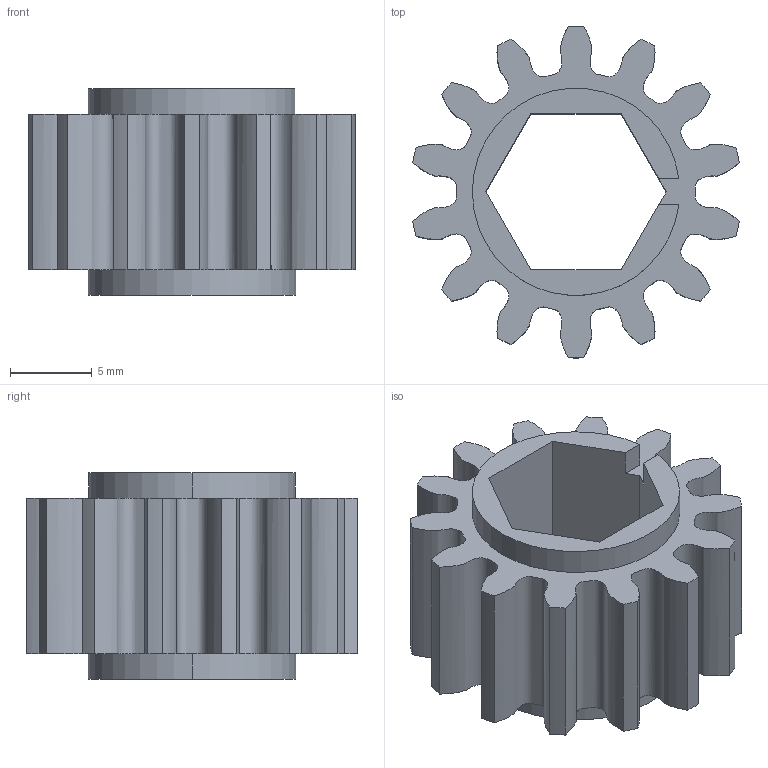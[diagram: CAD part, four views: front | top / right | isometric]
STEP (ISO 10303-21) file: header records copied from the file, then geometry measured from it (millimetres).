
FILE_DESCRIPTION (( 'STEP AP214' ), '1' );
FILE_NAME ('WCP-0680 Rev1.step', '2022-11-24T01:46:17', ( '' ), ( '' ), 'SwSTEP 2.0', 'SolidWorks 2020', '' );
FILE_SCHEMA (( 'AUTOMOTIVE_DESIGN' ));
Length unit declared in the file: inch
Products named in the file (1): WCP-0680 Rev1
Bounding box: 20 x 20.32 x 12.65 mm (x, y, z)
Volume: 1454.7 mm3; surface area: 1933.5 mm2
Topology: 1 solids, 1 shells, 44 faces, 123 edges, 82 vertices
Faces by surface type: cylinder 18, bspline 14, plane 12
Entity records: 5975 total; most frequent: CARTESIAN_POINT 4856, ORIENTED_EDGE 246, DIRECTION 193, EDGE_CURVE 123, VERTEX_POINT 82, AXIS2_PLACEMENT_3D 67, VECTOR 59, LINE 59
